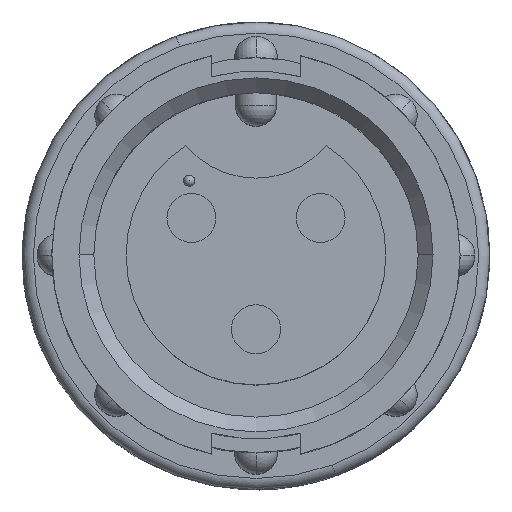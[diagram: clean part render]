
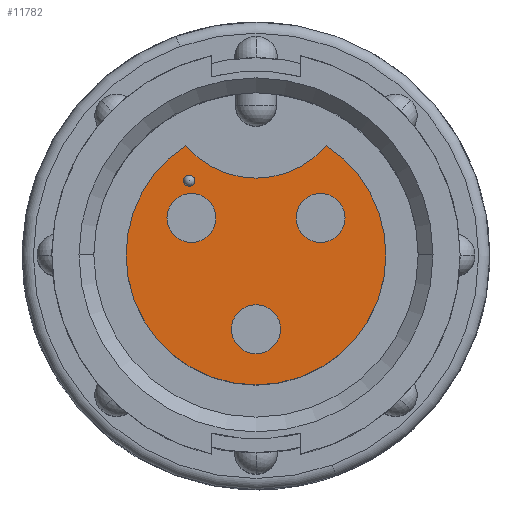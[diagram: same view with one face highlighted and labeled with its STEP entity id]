
A CAD part, top view. The second image highlights one B-rep face of the part: STEP entity #11782.
In plain terms, the highlighted planar face has unit normal (0, 0, 1).
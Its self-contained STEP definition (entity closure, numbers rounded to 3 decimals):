
#8 = DIRECTION ( 'NONE',  ( 1., 0., 0. ) ) ;
#733 = VERTEX_POINT ( 'NONE', #7030 ) ;
#937 = VERTEX_POINT ( 'NONE', #9581 ) ;
#1018 = CIRCLE ( 'NONE', #9992, 0.838 ) ;
#1090 = AXIS2_PLACEMENT_3D ( 'NONE', #7700, #12483, #15061 ) ;
#1139 = ORIENTED_EDGE ( 'NONE', *, *, #8189, .T. ) ;
#1163 = CARTESIAN_POINT ( 'NONE',  ( 3.048, 1.27, -1.651 ) ) ;
#1191 = VERTEX_POINT ( 'NONE', #8999 ) ;
#1315 = CARTESIAN_POINT ( 'NONE',  ( 0., -2.54, -1.651 ) ) ;
#1505 = DIRECTION ( 'NONE',  ( 0., 0., -1. ) ) ;
#1570 = CARTESIAN_POINT ( 'NONE',  ( 0., 0., -1.651 ) ) ;
#1574 = AXIS2_PLACEMENT_3D ( 'NONE', #7165, #11954, #4818 ) ;
#1759 = CARTESIAN_POINT ( 'NONE',  ( 0., -2.54, -1.651 ) ) ;
#1771 = CIRCLE ( 'NONE', #10746, 4.445 ) ;
#1840 = AXIS2_PLACEMENT_3D ( 'NONE', #1759, #2874, #14024 ) ;
#1842 = EDGE_CURVE ( 'NONE', #12205, #4069, #1018, .T. ) ;
#1921 = AXIS2_PLACEMENT_3D ( 'NONE', #15501, #9487, #14356 ) ;
#2263 = CARTESIAN_POINT ( 'NONE',  ( 0., 0., -1.651 ) ) ;
#2655 = VERTEX_POINT ( 'NONE', #11662 ) ;
#2658 = CIRCLE ( 'NONE', #13413, 4.445 ) ;
#2666 = DIRECTION ( 'NONE',  ( -1., 0., 0. ) ) ;
#2874 = DIRECTION ( 'NONE',  ( 0., 0., 1. ) ) ;
#2911 = DIRECTION ( 'NONE',  ( 0., 0., 1. ) ) ;
#3114 = CIRCLE ( 'NONE', #1574, 0.191 ) ;
#3418 = EDGE_CURVE ( 'NONE', #15572, #2655, #8609, .T. ) ;
#3498 = CARTESIAN_POINT ( 'NONE',  ( -0.838, -2.54, -1.651 ) ) ;
#3676 = DIRECTION ( 'NONE',  ( 1., 0., 0. ) ) ;
#3755 = DIRECTION ( 'NONE',  ( 0., 0., 1. ) ) ;
#3847 = FACE_OUTER_BOUND ( 'NONE', #3912, .T. ) ;
#3856 = CARTESIAN_POINT ( 'NONE',  ( 2.21, 1.27, -1.651 ) ) ;
#3912 = EDGE_LOOP ( 'NONE', ( #4000, #4343, #1139, #7157 ) ) ;
#3927 = FACE_BOUND ( 'NONE', #8040, .T. ) ;
#4000 = ORIENTED_EDGE ( 'NONE', *, *, #7456, .T. ) ;
#4069 = VERTEX_POINT ( 'NONE', #3498 ) ;
#4157 = CIRCLE ( 'NONE', #10573, 0.191 ) ;
#4174 = CARTESIAN_POINT ( 'NONE',  ( 0.838, -2.54, -1.651 ) ) ;
#4343 = ORIENTED_EDGE ( 'NONE', *, *, #6652, .T. ) ;
#4678 = CIRCLE ( 'NONE', #1090, 3.175 ) ;
#4818 = DIRECTION ( 'NONE',  ( -1., 0., 0. ) ) ;
#4887 = EDGE_CURVE ( 'NONE', #937, #12099, #14328, .T. ) ;
#4896 = FACE_BOUND ( 'NONE', #6369, .T. ) ;
#5012 = VERTEX_POINT ( 'NONE', #14504 ) ;
#5277 = DIRECTION ( 'NONE',  ( 1., 0., 0. ) ) ;
#5932 = ORIENTED_EDGE ( 'NONE', *, *, #4887, .F. ) ;
#6027 = CARTESIAN_POINT ( 'NONE',  ( -4.445, 0., -1.651 ) ) ;
#6167 = CARTESIAN_POINT ( 'NONE',  ( -2.21, 1.27, -1.651 ) ) ;
#6304 = DIRECTION ( 'NONE',  ( 0., 0., 1. ) ) ;
#6356 = CARTESIAN_POINT ( 'NONE',  ( -2.477, 2.54, -1.651 ) ) ;
#6358 = CARTESIAN_POINT ( 'NONE',  ( -3.048, 1.27, -1.651 ) ) ;
#6369 = EDGE_LOOP ( 'NONE', ( #11857, #15385 ) ) ;
#6461 = DIRECTION ( 'NONE',  ( 0., 0., 1. ) ) ;
#6492 = DIRECTION ( 'NONE',  ( 0., 0., 1. ) ) ;
#6652 = EDGE_CURVE ( 'NONE', #10249, #733, #1771, .T. ) ;
#7030 = CARTESIAN_POINT ( 'NONE',  ( 4.445, 0., -1.651 ) ) ;
#7157 = ORIENTED_EDGE ( 'NONE', *, *, #13240, .F. ) ;
#7165 = CARTESIAN_POINT ( 'NONE',  ( -2.286, 2.54, -1.651 ) ) ;
#7178 = DIRECTION ( 'NONE',  ( 0., 0., 1. ) ) ;
#7456 = EDGE_CURVE ( 'NONE', #10574, #10249, #2658, .T. ) ;
#7634 = PLANE ( 'NONE',  #13609 ) ;
#7681 = VERTEX_POINT ( 'NONE', #6356 ) ;
#7700 = CARTESIAN_POINT ( 'NONE',  ( 0., 5.804, -1.651 ) ) ;
#8040 = EDGE_LOOP ( 'NONE', ( #10590, #8614 ) ) ;
#8189 = EDGE_CURVE ( 'NONE', #733, #1191, #12471, .T. ) ;
#8359 = CARTESIAN_POINT ( 'NONE',  ( -2.21, 1.27, -1.651 ) ) ;
#8476 = AXIS2_PLACEMENT_3D ( 'NONE', #8359, #15485, #9390 ) ;
#8609 = CIRCLE ( 'NONE', #1921, 0.838 ) ;
#8614 = ORIENTED_EDGE ( 'NONE', *, *, #12137, .F. ) ;
#8765 = DIRECTION ( 'NONE',  ( 1., 0., 0. ) ) ;
#8831 = FACE_BOUND ( 'NONE', #12299, .T. ) ;
#8999 = CARTESIAN_POINT ( 'NONE',  ( 2.409, 3.736, -1.651 ) ) ;
#9390 = DIRECTION ( 'NONE',  ( 1., 0., 0. ) ) ;
#9487 = DIRECTION ( 'NONE',  ( 0., 0., 1. ) ) ;
#9581 = CARTESIAN_POINT ( 'NONE',  ( -1.372, 1.27, -1.651 ) ) ;
#9794 = CARTESIAN_POINT ( 'NONE',  ( 0., 0., -1.651 ) ) ;
#9992 = AXIS2_PLACEMENT_3D ( 'NONE', #1315, #6461, #13654 ) ;
#10042 = DIRECTION ( 'NONE',  ( 0., 0., 1. ) ) ;
#10249 = VERTEX_POINT ( 'NONE', #6027 ) ;
#10517 = ORIENTED_EDGE ( 'NONE', *, *, #11637, .F. ) ;
#10573 = AXIS2_PLACEMENT_3D ( 'NONE', #11257, #6304, #2666 ) ;
#10574 = VERTEX_POINT ( 'NONE', #12255 ) ;
#10590 = ORIENTED_EDGE ( 'NONE', *, *, #1842, .F. ) ;
#10654 = AXIS2_PLACEMENT_3D ( 'NONE', #6167, #3755, #3676 ) ;
#10746 = AXIS2_PLACEMENT_3D ( 'NONE', #2263, #7178, #13781 ) ;
#11209 = AXIS2_PLACEMENT_3D ( 'NONE', #1570, #6492, #5277 ) ;
#11257 = CARTESIAN_POINT ( 'NONE',  ( -2.286, 2.54, -1.651 ) ) ;
#11637 = EDGE_CURVE ( 'NONE', #5012, #7681, #3114, .T. ) ;
#11662 = CARTESIAN_POINT ( 'NONE',  ( 1.372, 1.27, -1.651 ) ) ;
#11782 = ADVANCED_FACE ( 'NONE', ( #3927, #4896, #13538, #3847, #8831 ), #7634, .F. ) ;
#11857 = ORIENTED_EDGE ( 'NONE', *, *, #3418, .F. ) ;
#11954 = DIRECTION ( 'NONE',  ( 0., 0., 1. ) ) ;
#12093 = EDGE_CURVE ( 'NONE', #2655, #15572, #12326, .T. ) ;
#12099 = VERTEX_POINT ( 'NONE', #6358 ) ;
#12137 = EDGE_CURVE ( 'NONE', #4069, #12205, #13359, .T. ) ;
#12205 = VERTEX_POINT ( 'NONE', #4174 ) ;
#12255 = CARTESIAN_POINT ( 'NONE',  ( -2.409, 3.736, -1.651 ) ) ;
#12299 = EDGE_LOOP ( 'NONE', ( #15835, #10517 ) ) ;
#12326 = CIRCLE ( 'NONE', #14134, 0.838 ) ;
#12424 = CIRCLE ( 'NONE', #10654, 0.838 ) ;
#12471 = CIRCLE ( 'NONE', #11209, 4.445 ) ;
#12483 = DIRECTION ( 'NONE',  ( 0., 0., 1. ) ) ;
#12833 = EDGE_CURVE ( 'NONE', #7681, #5012, #4157, .T. ) ;
#13240 = EDGE_CURVE ( 'NONE', #10574, #1191, #4678, .T. ) ;
#13359 = CIRCLE ( 'NONE', #1840, 0.838 ) ;
#13413 = AXIS2_PLACEMENT_3D ( 'NONE', #13899, #2911, #8 ) ;
#13538 = FACE_BOUND ( 'NONE', #13712, .T. ) ;
#13609 = AXIS2_PLACEMENT_3D ( 'NONE', #9794, #1505, #14670 ) ;
#13654 = DIRECTION ( 'NONE',  ( 1., 0., 0. ) ) ;
#13712 = EDGE_LOOP ( 'NONE', ( #5932, #15717 ) ) ;
#13781 = DIRECTION ( 'NONE',  ( 1., 0., 0. ) ) ;
#13899 = CARTESIAN_POINT ( 'NONE',  ( 0., 0., -1.651 ) ) ;
#14024 = DIRECTION ( 'NONE',  ( 1., 0., 0. ) ) ;
#14134 = AXIS2_PLACEMENT_3D ( 'NONE', #3856, #10042, #8765 ) ;
#14328 = CIRCLE ( 'NONE', #8476, 0.838 ) ;
#14356 = DIRECTION ( 'NONE',  ( 1., 0., 0. ) ) ;
#14504 = CARTESIAN_POINT ( 'NONE',  ( -2.095, 2.54, -1.651 ) ) ;
#14670 = DIRECTION ( 'NONE',  ( -1., 0., 0. ) ) ;
#15061 = DIRECTION ( 'NONE',  ( 1., 0., 0. ) ) ;
#15385 = ORIENTED_EDGE ( 'NONE', *, *, #12093, .F. ) ;
#15485 = DIRECTION ( 'NONE',  ( 0., 0., 1. ) ) ;
#15501 = CARTESIAN_POINT ( 'NONE',  ( 2.21, 1.27, -1.651 ) ) ;
#15572 = VERTEX_POINT ( 'NONE', #1163 ) ;
#15717 = ORIENTED_EDGE ( 'NONE', *, *, #15886, .F. ) ;
#15835 = ORIENTED_EDGE ( 'NONE', *, *, #12833, .F. ) ;
#15886 = EDGE_CURVE ( 'NONE', #12099, #937, #12424, .T. ) ;
